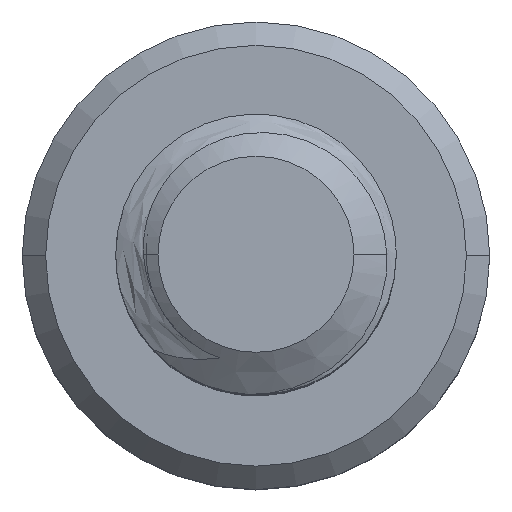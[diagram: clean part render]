
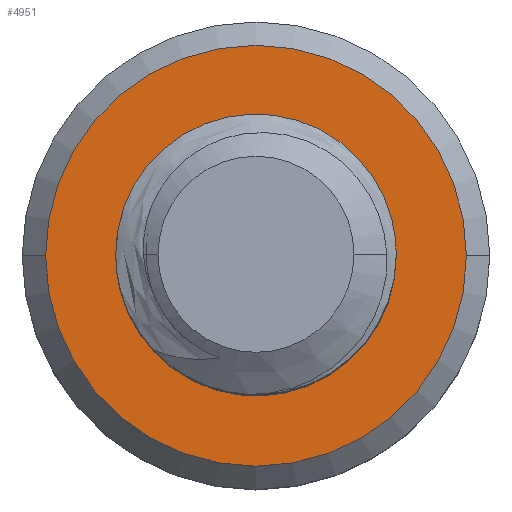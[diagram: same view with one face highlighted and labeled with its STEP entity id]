
A CAD part, top view. The second image highlights one B-rep face of the part: STEP entity #4951.
In plain terms, the highlighted planar face has unit normal (0, 0, 1).
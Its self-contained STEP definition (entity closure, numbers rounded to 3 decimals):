
#76 = ORIENTED_EDGE ( 'NONE', *, *, #3655, .T. ) ;
#145 = CARTESIAN_POINT ( 'NONE',  ( 2.532, -0.24, -18. ) ) ;
#182 = CARTESIAN_POINT ( 'NONE',  ( -4.5, 0., -18. ) ) ;
#212 = CARTESIAN_POINT ( 'NONE',  ( -2.659, -0.593, -18. ) ) ;
#398 = CARTESIAN_POINT ( 'NONE',  ( 0., 0., -18. ) ) ;
#556 = CARTESIAN_POINT ( 'NONE',  ( 1.863, 2.09, -18. ) ) ;
#568 = DIRECTION ( 'NONE',  ( 0., 0., 1. ) ) ;
#573 = CARTESIAN_POINT ( 'NONE',  ( 2.42, -0.621, -18. ) ) ;
#582 = FACE_BOUND ( 'NONE', #2239, .T. ) ;
#592 = DIRECTION ( 'NONE',  ( 1., 0., 0. ) ) ;
#610 = CARTESIAN_POINT ( 'NONE',  ( 1.647, -1.677, -18. ) ) ;
#623 = CARTESIAN_POINT ( 'NONE',  ( -1.051, -2.251, -18. ) ) ;
#627 = DIRECTION ( 'NONE',  ( 0., 0., -1. ) ) ;
#642 = CARTESIAN_POINT ( 'NONE',  ( -2.757, -0.209, -18. ) ) ;
#648 = CARTESIAN_POINT ( 'NONE',  ( 0., 0., -18. ) ) ;
#699 = EDGE_LOOP ( 'NONE', ( #2331, #76 ) ) ;
#801 = ORIENTED_EDGE ( 'NONE', *, *, #876, .T. ) ;
#859 = AXIS2_PLACEMENT_3D ( 'NONE', #648, #627, #592 ) ;
#871 = VERTEX_POINT ( 'NONE', #3320 ) ;
#876 = EDGE_CURVE ( 'NONE', #4671, #1504, #2999, .T. ) ;
#941 = VERTEX_POINT ( 'NONE', #182 ) ;
#955 = ORIENTED_EDGE ( 'NONE', *, *, #4617, .T. ) ;
#975 = AXIS2_PLACEMENT_3D ( 'NONE', #398, #3956, #1621 ) ;
#976 = CARTESIAN_POINT ( 'NONE',  ( 2.189, 1.676, -18. ) ) ;
#990 = CARTESIAN_POINT ( 'NONE',  ( 2.251, -0.981, -18. ) ) ;
#1035 = AXIS2_PLACEMENT_3D ( 'NONE', #1554, #4291, #1940 ) ;
#1041 = CARTESIAN_POINT ( 'NONE',  ( -1.642, -1.95, -18. ) ) ;
#1058 = CARTESIAN_POINT ( 'NONE',  ( -2.806, 0.454, -18. ) ) ;
#1216 = CARTESIAN_POINT ( 'NONE',  ( 0., 0., -18. ) ) ;
#1364 = CARTESIAN_POINT ( 'NONE',  ( 2.463, 1.071, -18. ) ) ;
#1378 = CARTESIAN_POINT ( 'NONE',  ( 1.859, -1.513, -18. ) ) ;
#1426 = CARTESIAN_POINT ( 'NONE',  ( -1.954, -1.703, -18. ) ) ;
#1444 = CARTESIAN_POINT ( 'NONE',  ( -2.644, 1.234, -18. ) ) ;
#1504 = VERTEX_POINT ( 'NONE', #2426 ) ;
#1554 = CARTESIAN_POINT ( 'NONE',  ( 0., 0., -18. ) ) ;
#1613 = DIRECTION ( 'NONE',  ( 1., 0., 0. ) ) ;
#1621 = DIRECTION ( 'NONE',  ( -1., 0., 0. ) ) ;
#1631 = CARTESIAN_POINT ( 'NONE',  ( 1.574, 2.365, -18. ) ) ;
#1715 = EDGE_CURVE ( 'NONE', #1504, #3582, #3428, .T. ) ;
#1769 = CARTESIAN_POINT ( 'NONE',  ( 2.555, 0.685, -18. ) ) ;
#1800 = ORIENTED_EDGE ( 'NONE', *, *, #3292, .F. ) ;
#1825 = CARTESIAN_POINT ( 'NONE',  ( -2.222, -1.411, -18. ) ) ;
#1843 = CARTESIAN_POINT ( 'NONE',  ( -2.274, 1.937, -18. ) ) ;
#1932 = CARTESIAN_POINT ( 'NONE',  ( 4.5, 0., -18. ) ) ;
#1940 = DIRECTION ( 'NONE',  ( -1., 0., 0. ) ) ;
#1949 = CARTESIAN_POINT ( 'NONE',  ( 0., 3., -18. ) ) ;
#2003 = CIRCLE ( 'NONE', #1035, 4.5 ) ;
#2131 = CARTESIAN_POINT ( 'NONE',  ( 2.586, 0.287, -18. ) ) ;
#2189 = CARTESIAN_POINT ( 'NONE',  ( -2.443, -1.078, -18. ) ) ;
#2239 = EDGE_LOOP ( 'NONE', ( #1800, #955, #801, #2345 ) ) ;
#2326 = CARTESIAN_POINT ( 'NONE',  ( 0.524, 2.919, -18. ) ) ;
#2331 = ORIENTED_EDGE ( 'NONE', *, *, #5155, .T. ) ;
#2345 = ORIENTED_EDGE ( 'NONE', *, *, #1715, .T. ) ;
#2426 = CARTESIAN_POINT ( 'NONE',  ( 0., -2.35, -18. ) ) ;
#2542 = AXIS2_PLACEMENT_3D ( 'NONE', #2931, #568, #3335 ) ;
#2543 = CARTESIAN_POINT ( 'NONE',  ( 2.556, -0.107, -18. ) ) ;
#2607 = CARTESIAN_POINT ( 'NONE',  ( -2.613, -0.719, -18. ) ) ;
#2631 = CARTESIAN_POINT ( 'NONE',  ( -2.102, 2.141, -18. ) ) ;
#2745 = CARTESIAN_POINT ( 'NONE',  ( 1.255, 2.602, -18. ) ) ;
#2795 = AXIS2_PLACEMENT_3D ( 'NONE', #1216, #3948, #1613 ) ;
#2916 = CARTESIAN_POINT ( 'NONE',  ( 1.675, 2.277, -18. ) ) ;
#2931 = CARTESIAN_POINT ( 'NONE',  ( 0., 0., -18. ) ) ;
#2936 = CARTESIAN_POINT ( 'NONE',  ( 2.464, -0.497, -18. ) ) ;
#2987 = CARTESIAN_POINT ( 'NONE',  ( -0.53, -2.364, -18. ) ) ;
#2988 = CIRCLE ( 'NONE', #2795, 3. ) ;
#2999 = CIRCLE ( 'NONE', #859, 2.35 ) ;
#3000 = CARTESIAN_POINT ( 'NONE',  ( -2.73, -0.338, -18. ) ) ;
#3292 = EDGE_CURVE ( 'NONE', #871, #3582, #2988, .T. ) ;
#3320 = CARTESIAN_POINT ( 'NONE',  ( 0., 3., -18. ) ) ;
#3322 = CARTESIAN_POINT ( 'NONE',  ( 1.95, 1.991, -18. ) ) ;
#3335 = DIRECTION ( 'NONE',  ( -1., 0., 0. ) ) ;
#3340 = CARTESIAN_POINT ( 'NONE',  ( 2.314, -0.863, -18. ) ) ;
#3388 = CARTESIAN_POINT ( 'NONE',  ( -1.298, -2.154, -18. ) ) ;
#3405 = CARTESIAN_POINT ( 'NONE',  ( -2.809, 0.184, -18. ) ) ;
#3428 = B_SPLINE_CURVE_WITH_KNOTS ( 'NONE', 3,
 ( #4159, #4952, #2987, #623, #3388, #1041, #3778, #1426, #4172, #1825, #4567, #2189, #4966, #2607, #212, #3000, #642, #3405, #1058, #3793, #1444, #4189, #1843, #4585 ),
 .UNSPECIFIED., .F., .F.,
 ( 4, 2, 2, 2, 2, 2, 2, 2, 2, 2, 2, 4 ),
 ( 0., 0.001, 0.002, 0.002, 0.002, 0.003, 0.003, 0.004, 0.004, 0.005, 0.006, 0.006 ),
 .UNSPECIFIED. ) ;
#3582 = VERTEX_POINT ( 'NONE', #2631 ) ;
#3655 = EDGE_CURVE ( 'NONE', #4077, #941, #2003, .T. ) ;
#3719 = CARTESIAN_POINT ( 'NONE',  ( 2.322, 1.44, -18. ) ) ;
#3732 = CARTESIAN_POINT ( 'NONE',  ( 2.035, -1.317, -18. ) ) ;
#3778 = CARTESIAN_POINT ( 'NONE',  ( -1.751, -1.873, -18. ) ) ;
#3793 = CARTESIAN_POINT ( 'NONE',  ( -2.724, 0.975, -18. ) ) ;
#3948 = DIRECTION ( 'NONE',  ( 0., 0., 1. ) ) ;
#3956 = DIRECTION ( 'NONE',  ( 0., 0., -1. ) ) ;
#4026 = CIRCLE ( 'NONE', #2542, 4.5 ) ;
#4077 = VERTEX_POINT ( 'NONE', #1932 ) ;
#4103 = CARTESIAN_POINT ( 'NONE',  ( 2.5, 0.945, -18. ) ) ;
#4123 = CARTESIAN_POINT ( 'NONE',  ( 1.647, -1.677, -18. ) ) ;
#4159 = CARTESIAN_POINT ( 'NONE',  ( 0., -2.35, -18. ) ) ;
#4172 = CARTESIAN_POINT ( 'NONE',  ( -2.048, -1.611, -18. ) ) ;
#4189 = CARTESIAN_POINT ( 'NONE',  ( -2.419, 1.711, -18. ) ) ;
#4291 = DIRECTION ( 'NONE',  ( 0., 0., 1. ) ) ;
#4303 = CARTESIAN_POINT ( 'NONE',  ( 0.266, 2.978, -18. ) ) ;
#4343 = B_SPLINE_CURVE_WITH_KNOTS ( 'NONE', 3,
 ( #1949, #4303, #2326, #5101, #2745, #1631, #2916, #556, #3322, #976, #3719, #1364, #4103, #1769, #4509, #2131, #4906, #2543, #145, #2936, #573, #3340, #990, #3732, #1378, #4123 ),
 .UNSPECIFIED., .F., .F.,
 ( 4, 2, 2, 2, 2, 2, 2, 2, 2, 2, 2, 2, 4 ),
 ( 0., 0.001, 0.002, 0.002, 0.002, 0.003, 0.004, 0.004, 0.004, 0.005, 0.005, 0.006, 0.006 ),
 .UNSPECIFIED. ) ;
#4509 = CARTESIAN_POINT ( 'NONE',  ( 2.572, 0.552, -18. ) ) ;
#4567 = CARTESIAN_POINT ( 'NONE',  ( -2.302, -1.302, -18. ) ) ;
#4585 = CARTESIAN_POINT ( 'NONE',  ( -2.102, 2.141, -18. ) ) ;
#4617 = EDGE_CURVE ( 'NONE', #871, #4671, #4343, .T. ) ;
#4641 = FACE_OUTER_BOUND ( 'NONE', #699, .T. ) ;
#4671 = VERTEX_POINT ( 'NONE', #610 ) ;
#4906 = CARTESIAN_POINT ( 'NONE',  ( 2.583, 0.156, -18. ) ) ;
#4951 = ADVANCED_FACE ( 'NONE', ( #4641, #582 ), #5137, .F. ) ;
#4952 = CARTESIAN_POINT ( 'NONE',  ( -0.266, -2.379, -18. ) ) ;
#4966 = CARTESIAN_POINT ( 'NONE',  ( -2.505, -0.962, -18. ) ) ;
#5101 = CARTESIAN_POINT ( 'NONE',  ( 1.023, 2.73, -18. ) ) ;
#5137 = PLANE ( 'NONE',  #975 ) ;
#5155 = EDGE_CURVE ( 'NONE', #941, #4077, #4026, .T. ) ;
